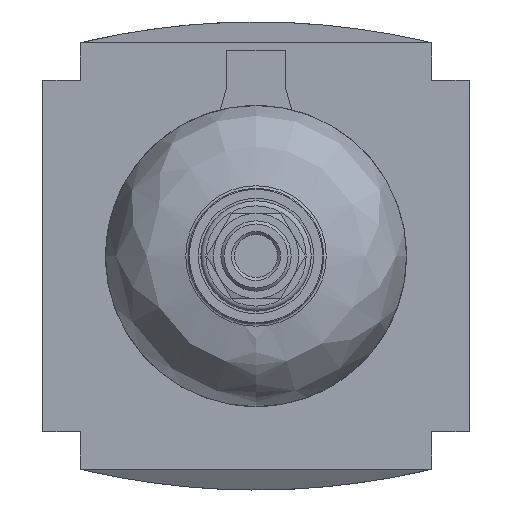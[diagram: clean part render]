
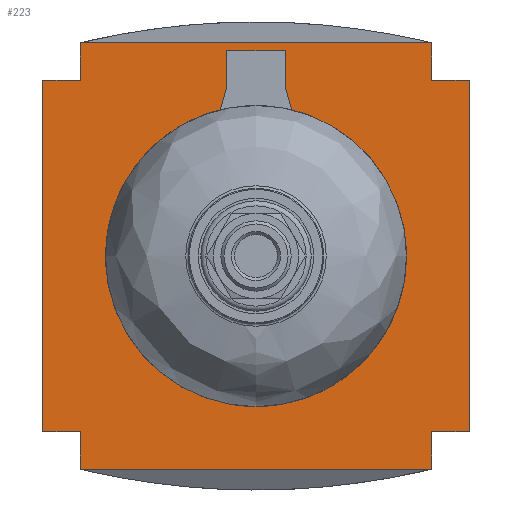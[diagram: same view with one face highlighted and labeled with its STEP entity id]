
A CAD part, front view. The second image highlights one B-rep face of the part: STEP entity #223.
In plain terms, the highlighted planar face has unit normal (0, -1, 0).
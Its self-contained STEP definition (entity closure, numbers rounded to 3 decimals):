
#223 = ADVANCED_FACE( '', ( #611 ), #612, .F. );
#611 = FACE_OUTER_BOUND( '', #1293, .T. );
#612 = PLANE( '', #1294 );
#1293 = EDGE_LOOP( '', ( #2326, #2327, #2328, #2329, #2330, #2331, #2332, #2333, #2334, #2335, #2336, #2337 ) );
#1294 = AXIS2_PLACEMENT_3D( '', #2338, #2339, #2340 );
#2326 = ORIENTED_EDGE( '', *, *, #4523, .F. );
#2327 = ORIENTED_EDGE( '', *, *, #4556, .F. );
#2328 = ORIENTED_EDGE( '', *, *, #4557, .F. );
#2329 = ORIENTED_EDGE( '', *, *, #4558, .T. );
#2330 = ORIENTED_EDGE( '', *, *, #4517, .F. );
#2331 = ORIENTED_EDGE( '', *, *, #4559, .T. );
#2332 = ORIENTED_EDGE( '', *, *, #4389, .F. );
#2333 = ORIENTED_EDGE( '', *, *, #4560, .T. );
#2334 = ORIENTED_EDGE( '', *, *, #4561, .T. );
#2335 = ORIENTED_EDGE( '', *, *, #4562, .F. );
#2336 = ORIENTED_EDGE( '', *, *, #4537, .F. );
#2337 = ORIENTED_EDGE( '', *, *, #4563, .T. );
#2338 = CARTESIAN_POINT( '', ( 0., -51., -103.36 ) );
#2339 = DIRECTION( '', ( 0., 1., 0. ) );
#2340 = DIRECTION( '', ( 0., 0., 1. ) );
#4389 = EDGE_CURVE( '', #5183, #5185, #5186, .T. );
#4517 = EDGE_CURVE( '', #5328, #5410, #5411, .T. );
#4523 = EDGE_CURVE( '', #5419, #5422, #5423, .T. );
#4537 = EDGE_CURVE( '', #5448, #5436, #5450, .T. );
#4556 = EDGE_CURVE( '', #5481, #5419, #5482, .T. );
#4557 = EDGE_CURVE( '', #5483, #5481, #5484, .T. );
#4558 = EDGE_CURVE( '', #5483, #5410, #5485, .T. );
#4559 = EDGE_CURVE( '', #5328, #5185, #5486, .T. );
#4560 = EDGE_CURVE( '', #5183, #5487, #5488, .T. );
#4561 = EDGE_CURVE( '', #5487, #5489, #5490, .T. );
#4562 = EDGE_CURVE( '', #5436, #5489, #5491, .T. );
#4563 = EDGE_CURVE( '', #5448, #5422, #5492, .T. );
#5183 = VERTEX_POINT( '', #6495 );
#5185 = VERTEX_POINT( '', #6498 );
#5186 = LINE( '', #6499, #6500 );
#5328 = VERTEX_POINT( '', #6715 );
#5410 = VERTEX_POINT( '', #6823 );
#5411 = LINE( '', #6824, #6825 );
#5419 = VERTEX_POINT( '', #6837 );
#5422 = VERTEX_POINT( '', #6841 );
#5423 = LINE( '', #6842, #6843 );
#5436 = VERTEX_POINT( '', #6862 );
#5448 = VERTEX_POINT( '', #6880 );
#5450 = LINE( '', #6883, #6884 );
#5481 = VERTEX_POINT( '', #6929 );
#5482 = LINE( '', #6930, #6931 );
#5483 = VERTEX_POINT( '', #6932 );
#5484 = LINE( '', #6933, #6934 );
#5485 = LINE( '', #6935, #6936 );
#5486 = LINE( '', #6937, #6938 );
#5487 = VERTEX_POINT( '', #6939 );
#5488 = LINE( '', #6940, #6941 );
#5489 = VERTEX_POINT( '', #6942 );
#5490 = LINE( '', #6943, #6944 );
#5491 = LINE( '', #6945, #6946 );
#5492 = LINE( '', #6947, #6948 );
#6495 = CARTESIAN_POINT( '', ( -35., -51., 35. ) );
#6498 = CARTESIAN_POINT( '', ( -35., -51., 42.5 ) );
#6499 = CARTESIAN_POINT( '', ( -35., -51., -42.5 ) );
#6500 = VECTOR( '', #8452, 1000. );
#6715 = CARTESIAN_POINT( '', ( 35., -51., 42.5 ) );
#6823 = CARTESIAN_POINT( '', ( 35., -51., 35. ) );
#6824 = CARTESIAN_POINT( '', ( 35., -51., 42.5 ) );
#6825 = VECTOR( '', #8664, 1000. );
#6837 = CARTESIAN_POINT( '', ( 35., -51., -35. ) );
#6841 = CARTESIAN_POINT( '', ( 35., -51., -42.5 ) );
#6842 = CARTESIAN_POINT( '', ( 35., -51., 42.5 ) );
#6843 = VECTOR( '', #8670, 1000. );
#6862 = CARTESIAN_POINT( '', ( -35., -51., -35. ) );
#6880 = CARTESIAN_POINT( '', ( -35., -51., -42.5 ) );
#6883 = CARTESIAN_POINT( '', ( -35., -51., -42.5 ) );
#6884 = VECTOR( '', #8684, 1000. );
#6929 = CARTESIAN_POINT( '', ( 42.5, -51., -35. ) );
#6930 = CARTESIAN_POINT( '', ( 42.5, -51., -35. ) );
#6931 = VECTOR( '', #8711, 1000. );
#6932 = CARTESIAN_POINT( '', ( 42.5, -51., 35. ) );
#6933 = CARTESIAN_POINT( '', ( 42.5, -51., 35. ) );
#6934 = VECTOR( '', #8712, 1000. );
#6935 = CARTESIAN_POINT( '', ( 42.5, -51., 35. ) );
#6936 = VECTOR( '', #8713, 1000. );
#6937 = CARTESIAN_POINT( '', ( 0., -51., 42.5 ) );
#6938 = VECTOR( '', #8714, 1000. );
#6939 = CARTESIAN_POINT( '', ( -42.5, -51., 35. ) );
#6940 = CARTESIAN_POINT( '', ( 42.5, -51., 35. ) );
#6941 = VECTOR( '', #8715, 1000. );
#6942 = CARTESIAN_POINT( '', ( -42.5, -51., -35. ) );
#6943 = CARTESIAN_POINT( '', ( -42.5, -51., 35. ) );
#6944 = VECTOR( '', #8716, 1000. );
#6945 = CARTESIAN_POINT( '', ( 42.5, -51., -35. ) );
#6946 = VECTOR( '', #8717, 1000. );
#6947 = CARTESIAN_POINT( '', ( 0., -51., -42.5 ) );
#6948 = VECTOR( '', #8718, 1000. );
#8452 = DIRECTION( '', ( 0., 0., 1. ) );
#8664 = DIRECTION( '', ( 0., 0., -1. ) );
#8670 = DIRECTION( '', ( 0., 0., -1. ) );
#8684 = DIRECTION( '', ( 0., 0., 1. ) );
#8711 = DIRECTION( '', ( -1., 0., 0. ) );
#8712 = DIRECTION( '', ( 0., 0., -1. ) );
#8713 = DIRECTION( '', ( -1., 0., 0. ) );
#8714 = DIRECTION( '', ( -1., 0., 0. ) );
#8715 = DIRECTION( '', ( -1., 0., 0. ) );
#8716 = DIRECTION( '', ( 0., 0., -1. ) );
#8717 = DIRECTION( '', ( -1., 0., 0. ) );
#8718 = DIRECTION( '', ( 1., 0., 0. ) );
